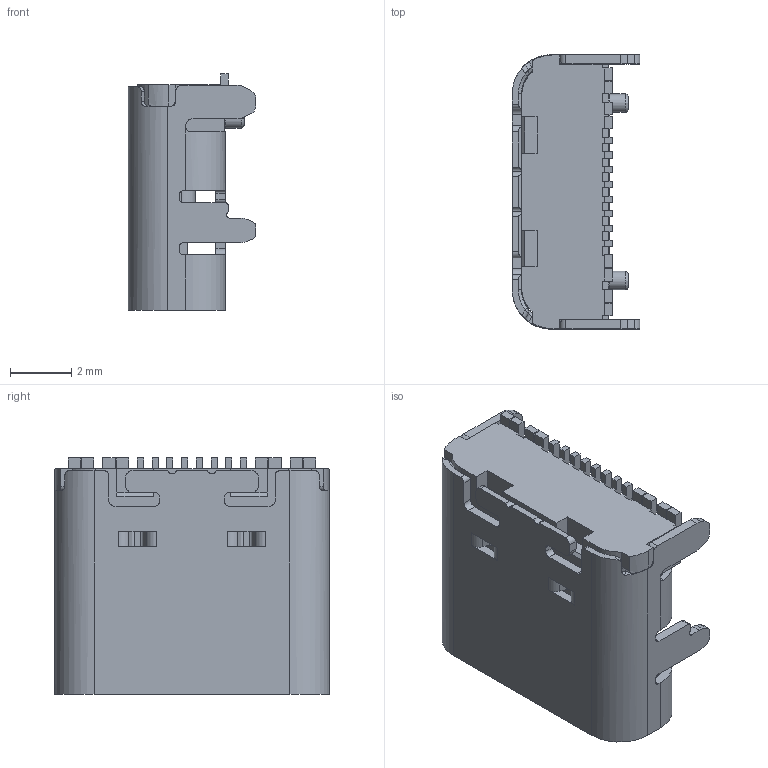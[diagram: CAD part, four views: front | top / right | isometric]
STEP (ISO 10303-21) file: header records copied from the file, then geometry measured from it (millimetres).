
FILE_DESCRIPTION (( 'STEP AP214' ), '1' );
FILE_NAME ('TYPE C 90 僅SMT 16 PIN 湮萇霜 -2.STEP', '2022-07-18T09:16:23', ( '' ), ( '' ), 'SwSTEP 2.0', 'SolidWorks 2016', '' );
FILE_SCHEMA (( 'AUTOMOTIVE_DESIGN' ));
Length unit declared in the file: millimetre
Products named in the file (1): TYPE C 90 ¶ÈSMT 16 PIN ´óµçÁ÷ -2
Bounding box: 4.16 x 8.94 x 7.7 mm (x, y, z)
Volume: 120.5 mm3; surface area: 486.6 mm2
Topology: 1 solids, 1 shells, 606 faces, 1804 edges, 1170 vertices
Faces by surface type: plane 396, cylinder 178, bspline 24, cone 8
Entity records: 21983 total; most frequent: CARTESIAN_POINT 5594, ORIENTED_EDGE 3608, DIRECTION 3250, EDGE_CURVE 1804, VECTOR 1360, LINE 1360, VERTEX_POINT 1170, AXIS2_PLACEMENT_3D 945
